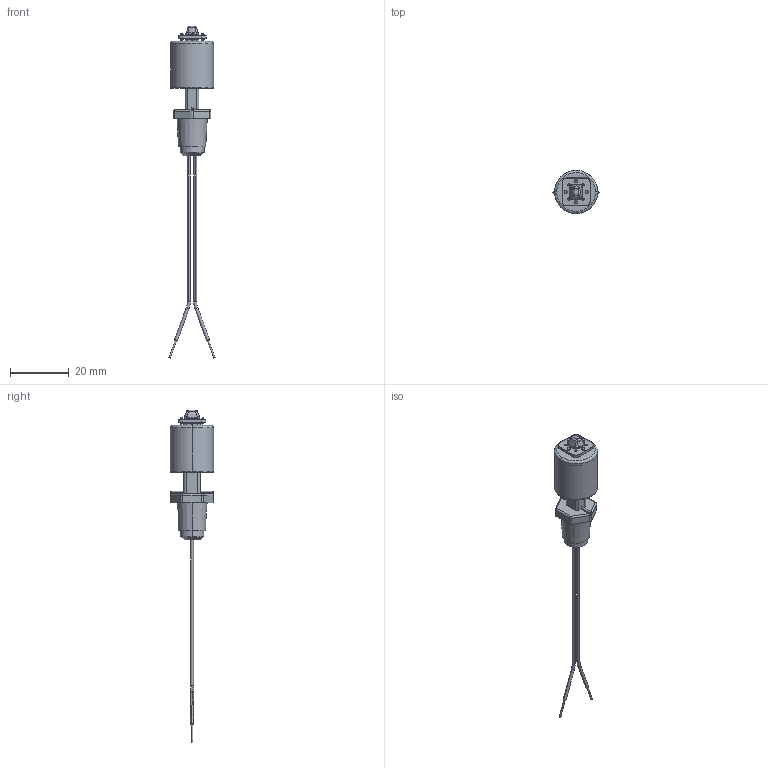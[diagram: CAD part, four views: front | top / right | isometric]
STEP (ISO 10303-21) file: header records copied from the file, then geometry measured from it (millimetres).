
FILE_DESCRIPTION (( 'STEP AP214' ), '1' );
FILE_NAME ('ADM3326-NPT-NO nc fxt.STEP', '2022-03-23T16:16:26', ( '' ), ( '' ), 'SwSTEP 2.0', 'SolidWorks 2021', '' );
FILE_SCHEMA (( 'AUTOMOTIVE_DESIGN' ));
Length unit declared in the file: inch
Products named in the file (1): ADM3326-NPT-NO nc fxt
Bounding box: 15.71 x 14.73 x 112.98 mm (x, y, z)
Volume: 3298.4 mm3; surface area: 6177 mm2
Topology: 9 solids, 9 shells, 387 faces, 938 edges, 572 vertices
Faces by surface type: cylinder 149, plane 127, bspline 75, cone 28, torus 8
Entity records: 13932 total; most frequent: CARTESIAN_POINT 5118, ORIENTED_EDGE 1836, DIRECTION 1743, EDGE_CURVE 918, AXIS2_PLACEMENT_3D 652, VERTEX_POINT 572, LINE 439, VECTOR 439
